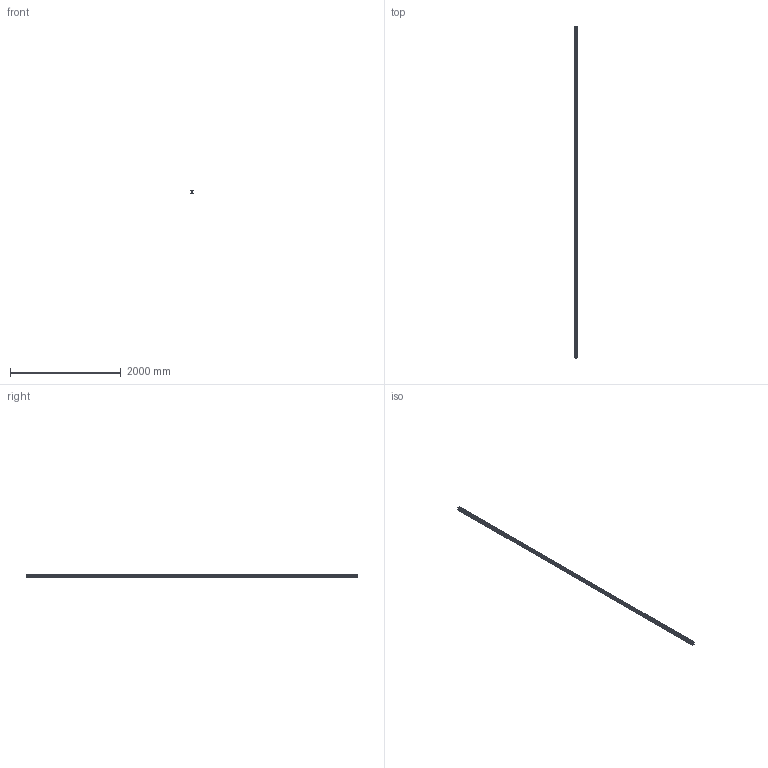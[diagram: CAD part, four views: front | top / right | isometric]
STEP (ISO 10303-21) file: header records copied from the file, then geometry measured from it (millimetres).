
FILE_DESCRIPTION((''),'2;1');
FILE_NAME('640260_PRT','2018-12-05T12:29:03',('tomasz.grudniewski'),(''),'CREO PARAMETRIC BY PTC INC, 2018260','CREO PARAMETRIC BY PTC INC, 2018260','');
FILE_SCHEMA(('CONFIG_CONTROL_DESIGN'));
Length unit declared in the file: millimetre
Products named in the file (1): 640260_PRT
Bounding box: 40 x 6000 x 60 mm (x, y, z)
Volume: 2737867.7 mm3; surface area: 1943113 mm2
Topology: 1 solids, 1 shells, 1558 faces, 4556 edges, 3000 vertices
Faces by surface type: plane 810, cylinder 748
Entity records: 53338 total; most frequent: DIRECTION 9168, CARTESIAN_POINT 9114, ORIENTED_EDGE 9112, EDGE_CURVE 4556, VECTOR 3060, LINE 3060, AXIS2_PLACEMENT_3D 3054, VERTEX_POINT 3000
